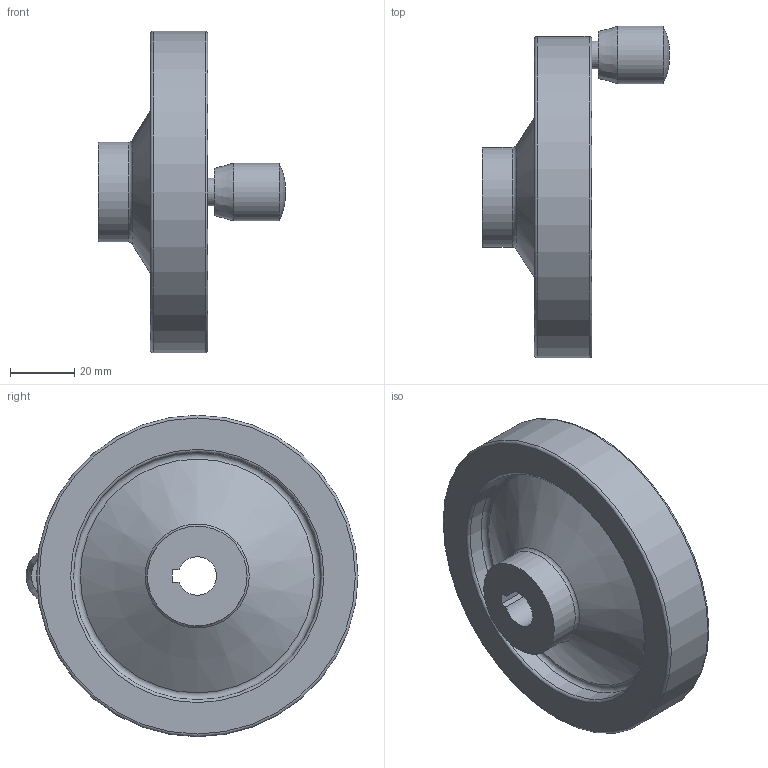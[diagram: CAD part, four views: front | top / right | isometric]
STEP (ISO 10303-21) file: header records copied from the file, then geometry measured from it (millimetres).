
FILE_DESCRIPTION( ( 'STEP AP214' ), '1' );
FILE_NAME( 'K0161.31100X12.stp', '2020-11-26T10:20:23', ( '' ), ( '' ), ' ', 'PARTsolutions', ' ' );
FILE_SCHEMA( ( 'AUTOMOTIVE_DESIGN { 1 0 10303 214 1 1 1 1 }' ) );
Length unit declared in the file: millimetre
Products named in the file (1): _K0161.31100X12
Bounding box: 58.16 x 103.26 x 100 mm (x, y, z)
Volume: 95352.9 mm3; surface area: 27972.3 mm2
Topology: 1 solids, 1 shells, 27 faces, 54 edges, 32 vertices
Faces by surface type: plane 8, cylinder 8, torus 7, cone 3, bspline 1
Full cylindrical faces by diameter (mm): 8.64 x1, 18 x1, 31 x2, 74 x1, 77.05 x1, 100 x1
Entity records: 851 total; most frequent: CARTESIAN_POINT 120, DIRECTION 112, ORIENTED_EDGE 68, AXIS2_PLACEMENT_3D 51, EDGE_LOOP 50, FACE_OUTER_BOUND 41, EDGE_CURVE 34, VERTEX_POINT 31
